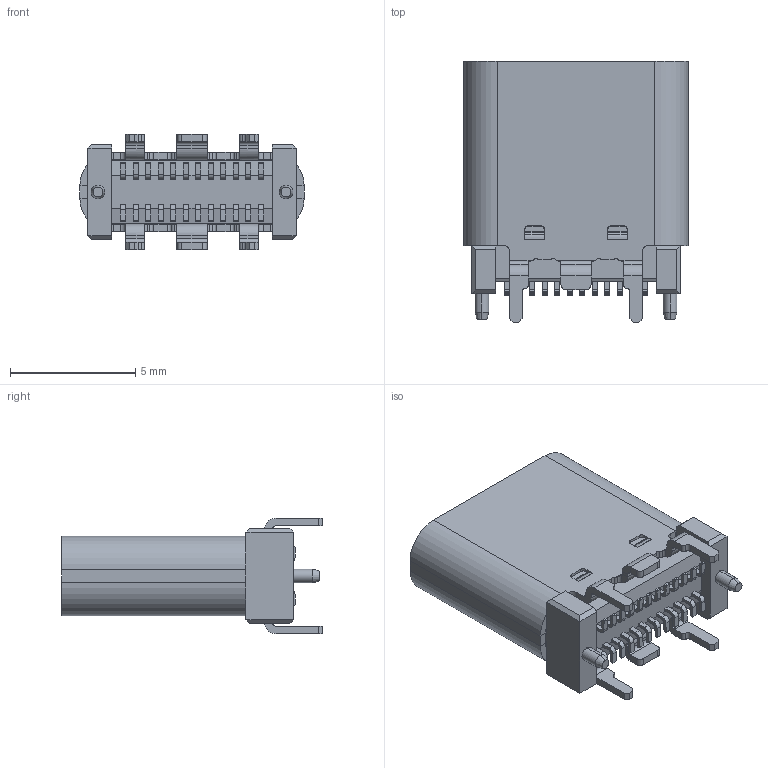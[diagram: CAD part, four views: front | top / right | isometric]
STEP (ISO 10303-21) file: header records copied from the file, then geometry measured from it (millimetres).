
FILE_DESCRIPTION (( 'STEP AP214' ), '1' );
FILE_NAME ('USB4115-03-C.STEP', '2021-09-15T21:54:59', ( '' ), ( '' ), 'SwSTEP 2.0', 'SolidWorks 2017', '' );
FILE_SCHEMA (( 'AUTOMOTIVE_DESIGN' ));
Length unit declared in the file: millimetre
Products named in the file (1): USB4115-03-C
Bounding box: 8.94 x 10.4 x 4.6 mm (x, y, z)
Volume: 157.1 mm3; surface area: 621.6 mm2
Topology: 50 solids, 50 shells, 1031 faces, 2568 edges, 1644 vertices
Faces by surface type: plane 664, cylinder 277, torus 48, bspline 28, cone 14
Entity records: 31524 total; most frequent: CARTESIAN_POINT 6371, ORIENTED_EDGE 5136, DIRECTION 5032, EDGE_CURVE 2568, VECTOR 1832, LINE 1832, VERTEX_POINT 1644, AXIS2_PLACEMENT_3D 1600
